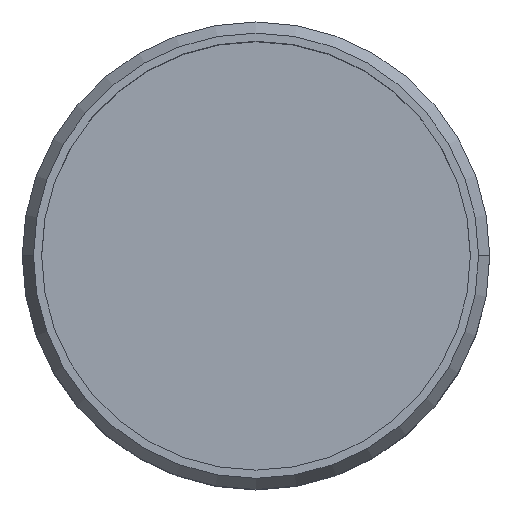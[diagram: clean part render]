
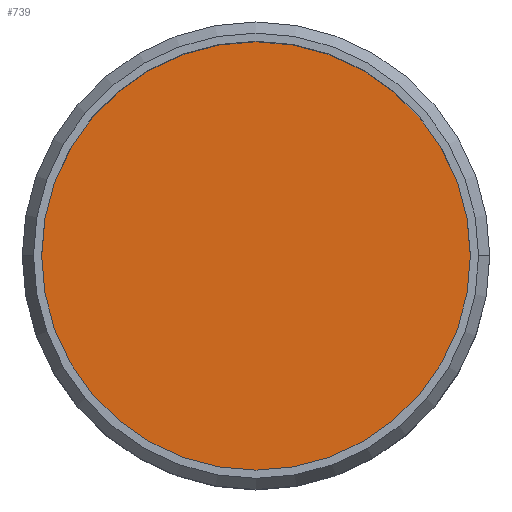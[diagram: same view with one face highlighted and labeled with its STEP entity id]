
A CAD part, top view. The second image highlights one B-rep face of the part: STEP entity #739.
In plain terms, the highlighted planar face has unit normal (0, 0, 1).
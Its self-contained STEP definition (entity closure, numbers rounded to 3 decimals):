
#3 = VERTEX_POINT ( 'NONE', #451 ) ;
#108 = DIRECTION ( 'NONE',  ( 1., 0., 0. ) ) ;
#109 = CIRCLE ( 'NONE', #524, 22.15 ) ;
#169 = DIRECTION ( 'NONE',  ( 0., 0., 1. ) ) ;
#215 = CIRCLE ( 'NONE', #432, 22.15 ) ;
#255 = AXIS2_PLACEMENT_3D ( 'NONE', #858, #169, #847 ) ;
#286 = DIRECTION ( 'NONE',  ( 0., 0., 1. ) ) ;
#317 = VERTEX_POINT ( 'NONE', #324 ) ;
#324 = CARTESIAN_POINT ( 'NONE',  ( 22.15, 0., 2. ) ) ;
#331 = EDGE_LOOP ( 'NONE', ( #834, #984 ) ) ;
#432 = AXIS2_PLACEMENT_3D ( 'NONE', #575, #286, #640 ) ;
#451 = CARTESIAN_POINT ( 'NONE',  ( -22.15, 0., 2. ) ) ;
#458 = DIRECTION ( 'NONE',  ( 0., 0., 1. ) ) ;
#524 = AXIS2_PLACEMENT_3D ( 'NONE', #704, #458, #108 ) ;
#531 = EDGE_CURVE ( 'NONE', #3, #317, #109, .T. ) ;
#575 = CARTESIAN_POINT ( 'NONE',  ( 0., 0., 2. ) ) ;
#640 = DIRECTION ( 'NONE',  ( 1., 0., 0. ) ) ;
#704 = CARTESIAN_POINT ( 'NONE',  ( 0., 0., 2. ) ) ;
#739 = ADVANCED_FACE ( 'NONE', ( #771 ), #939, .T. ) ;
#771 = FACE_OUTER_BOUND ( 'NONE', #331, .T. ) ;
#834 = ORIENTED_EDGE ( 'NONE', *, *, #531, .T. ) ;
#847 = DIRECTION ( 'NONE',  ( 1., 0., 0. ) ) ;
#858 = CARTESIAN_POINT ( 'NONE',  ( 0., 0., 2. ) ) ;
#939 = PLANE ( 'NONE',  #255 ) ;
#984 = ORIENTED_EDGE ( 'NONE', *, *, #985, .T. ) ;
#985 = EDGE_CURVE ( 'NONE', #317, #3, #215, .T. ) ;
